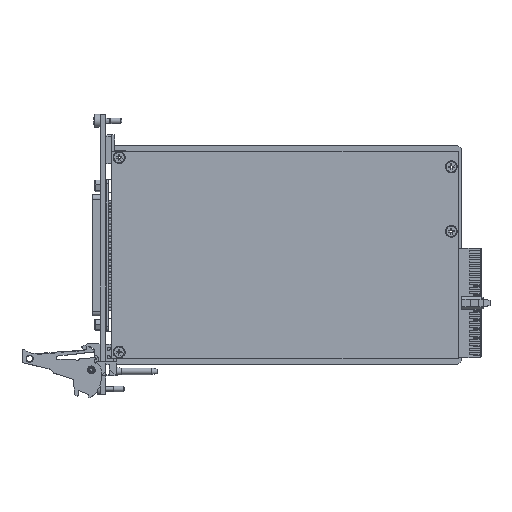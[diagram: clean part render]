
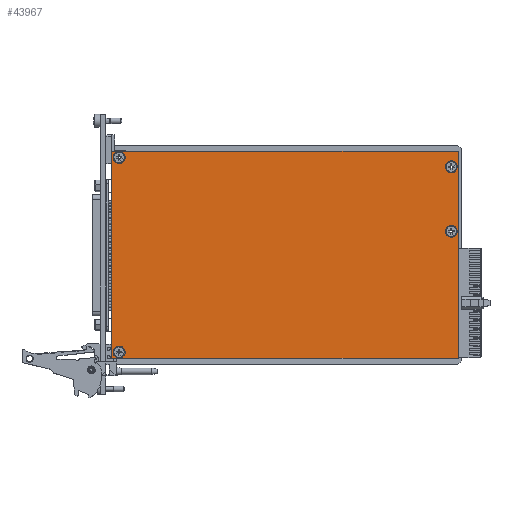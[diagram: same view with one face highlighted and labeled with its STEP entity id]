
A CAD part, top view. The second image highlights one B-rep face of the part: STEP entity #43967.
In plain terms, the highlighted planar face has unit normal (0, 0, 1).
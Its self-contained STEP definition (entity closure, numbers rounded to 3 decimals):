
#401 = CARTESIAN_POINT ( 'NONE',  ( -58.508, 90.06, 51.376 ) ) ;
#402 = DIRECTION ( 'NONE',  ( 0., 0., 1. ) ) ;
#403 = DIRECTION ( 'NONE',  ( 1., 0., 0. ) ) ;
#423 = CARTESIAN_POINT ( 'NONE',  ( -61.915, -1.84, 51.376 ) ) ;
#425 = DIRECTION ( 'NONE',  ( 1., 0., 0. ) ) ;
#427 = CARTESIAN_POINT ( 'NONE',  ( -58.508, 1.06, 51.376 ) ) ;
#428 = DIRECTION ( 'NONE',  ( 0., 0., 1. ) ) ;
#429 = DIRECTION ( 'NONE',  ( 1., 0., 0. ) ) ;
#430 = DIRECTION ( 'NONE',  ( 0., -1., 0. ) ) ;
#431 = CARTESIAN_POINT ( 'NONE',  ( -61.915, -1.84, 51.376 ) ) ;
#432 = CARTESIAN_POINT ( 'NONE',  ( 96.559, 92.902, 51.376 ) ) ;
#433 = DIRECTION ( 'NONE',  ( 0., 1., 0. ) ) ;
#434 = CARTESIAN_POINT ( 'NONE',  ( -61.915, 92.902, 51.376 ) ) ;
#435 = DIRECTION ( 'NONE',  ( -1., 0., 0. ) ) ;
#437 = CARTESIAN_POINT ( 'NONE',  ( 93.406, 56.326, 51.376 ) ) ;
#438 = DIRECTION ( 'NONE',  ( 0., 0., 1. ) ) ;
#439 = DIRECTION ( 'NONE',  ( 1., 0., 0. ) ) ;
#440 = CARTESIAN_POINT ( 'NONE',  ( 93.406, 85.753, 51.376 ) ) ;
#441 = DIRECTION ( 'NONE',  ( 0., 0., 1. ) ) ;
#442 = DIRECTION ( 'NONE',  ( 1., 0., 0. ) ) ;
#5875 = AXIS2_PLACEMENT_3D ( 'NONE', #13935, #13938, #13941 ) ;
#13908 = PLANE ( 'NONE',  #5875 ) ;
#13935 = CARTESIAN_POINT ( 'NONE',  ( -61.915, 92.902, 51.376 ) ) ;
#13938 = DIRECTION ( 'NONE',  ( 0., 0., -1. ) ) ;
#13941 = DIRECTION ( 'NONE',  ( -1., 0., 0. ) ) ;
#15257 = FACE_BOUND ( 'NONE', #22995, .T. ) ;
#15260 = FACE_OUTER_BOUND ( 'NONE', #22987, .T. ) ;
#15262 = FACE_BOUND ( 'NONE', #22993, .T. ) ;
#15266 = FACE_BOUND ( 'NONE', #22997, .T. ) ;
#15271 = FACE_BOUND ( 'NONE', #22989, .T. ) ;
#22987 = EDGE_LOOP ( 'NONE', ( #106719, #106720, #106721, #106722 ) ) ;
#22989 = EDGE_LOOP ( 'NONE', ( #106723 ) ) ;
#22993 = EDGE_LOOP ( 'NONE', ( #106724 ) ) ;
#22995 = EDGE_LOOP ( 'NONE', ( #106725 ) ) ;
#22997 = EDGE_LOOP ( 'NONE', ( #106726 ) ) ;
#25246 = AXIS2_PLACEMENT_3D ( 'NONE', #401, #402, #403 ) ;
#25261 = AXIS2_PLACEMENT_3D ( 'NONE', #427, #428, #429 ) ;
#25263 = AXIS2_PLACEMENT_3D ( 'NONE', #437, #438, #439 ) ;
#25267 = AXIS2_PLACEMENT_3D ( 'NONE', #440, #441, #442 ) ;
#37179 = VERTEX_POINT ( 'NONE', #42354 ) ;
#37200 = VERTEX_POINT ( 'NONE', #42373 ) ;
#37211 = VERTEX_POINT ( 'NONE', #42379 ) ;
#37213 = VERTEX_POINT ( 'NONE', #42383 ) ;
#42354 = CARTESIAN_POINT ( 'NONE',  ( -61.915, -1.84, 51.376 ) ) ;
#42373 = CARTESIAN_POINT ( 'NONE',  ( -61.915, 92.902, 51.376 ) ) ;
#42379 = CARTESIAN_POINT ( 'NONE',  ( 96.559, -1.84, 51.376 ) ) ;
#42383 = CARTESIAN_POINT ( 'NONE',  ( 96.559, 92.902, 51.376 ) ) ;
#43967 = ADVANCED_FACE ( 'NONE', ( #15260, #15271, #15262, #15257, #15266 ), #13908, .F. ) ;
#73320 = CIRCLE ( 'NONE', #25246, 2.75 ) ;
#73355 = CIRCLE ( 'NONE', #25261, 2.75 ) ;
#73361 = LINE ( 'NONE', #431, #73371 ) ;
#73369 = LINE ( 'NONE', #423, #73374 ) ;
#73371 = VECTOR ( 'NONE', #425, 1000. ) ;
#73374 = VECTOR ( 'NONE', #430, 1000. ) ;
#73378 = LINE ( 'NONE', #432, #73384 ) ;
#73381 = LINE ( 'NONE', #434, #73389 ) ;
#73384 = VECTOR ( 'NONE', #433, 1000. ) ;
#73386 = CIRCLE ( 'NONE', #25263, 2.75 ) ;
#73389 = VECTOR ( 'NONE', #435, 1000. ) ;
#73397 = CIRCLE ( 'NONE', #25267, 2.75 ) ;
#106719 = ORIENTED_EDGE ( 'NONE', *, *, #118020, .T. ) ;
#106720 = ORIENTED_EDGE ( 'NONE', *, *, #118025, .T. ) ;
#106721 = ORIENTED_EDGE ( 'NONE', *, *, #118029, .T. ) ;
#106722 = ORIENTED_EDGE ( 'NONE', *, *, #118034, .T. ) ;
#106723 = ORIENTED_EDGE ( 'NONE', *, *, #118039, .F. ) ;
#106724 = ORIENTED_EDGE ( 'NONE', *, *, #118042, .F. ) ;
#106725 = ORIENTED_EDGE ( 'NONE', *, *, #118016, .F. ) ;
#106726 = ORIENTED_EDGE ( 'NONE', *, *, #117980, .F. ) ;
#117980 = EDGE_CURVE ( 'NONE', #135751, #135751, #73320, .T. ) ;
#118016 = EDGE_CURVE ( 'NONE', #135762, #135762, #73355, .T. ) ;
#118020 = EDGE_CURVE ( 'NONE', #37200, #37179, #73369, .T. ) ;
#118025 = EDGE_CURVE ( 'NONE', #37179, #37211, #73361, .T. ) ;
#118029 = EDGE_CURVE ( 'NONE', #37211, #37213, #73378, .T. ) ;
#118034 = EDGE_CURVE ( 'NONE', #37213, #37200, #73381, .T. ) ;
#118039 = EDGE_CURVE ( 'NONE', #135765, #135765, #73386, .T. ) ;
#118042 = EDGE_CURVE ( 'NONE', #135768, #135768, #73397, .T. ) ;
#121502 = CARTESIAN_POINT ( 'NONE',  ( -55.758, 90.06, 51.376 ) ) ;
#121516 = CARTESIAN_POINT ( 'NONE',  ( -55.758, 1.06, 51.376 ) ) ;
#121519 = CARTESIAN_POINT ( 'NONE',  ( 96.156, 56.326, 51.376 ) ) ;
#121522 = CARTESIAN_POINT ( 'NONE',  ( 96.156, 85.753, 51.376 ) ) ;
#135751 = VERTEX_POINT ( 'NONE', #121502 ) ;
#135762 = VERTEX_POINT ( 'NONE', #121516 ) ;
#135765 = VERTEX_POINT ( 'NONE', #121519 ) ;
#135768 = VERTEX_POINT ( 'NONE', #121522 ) ;
